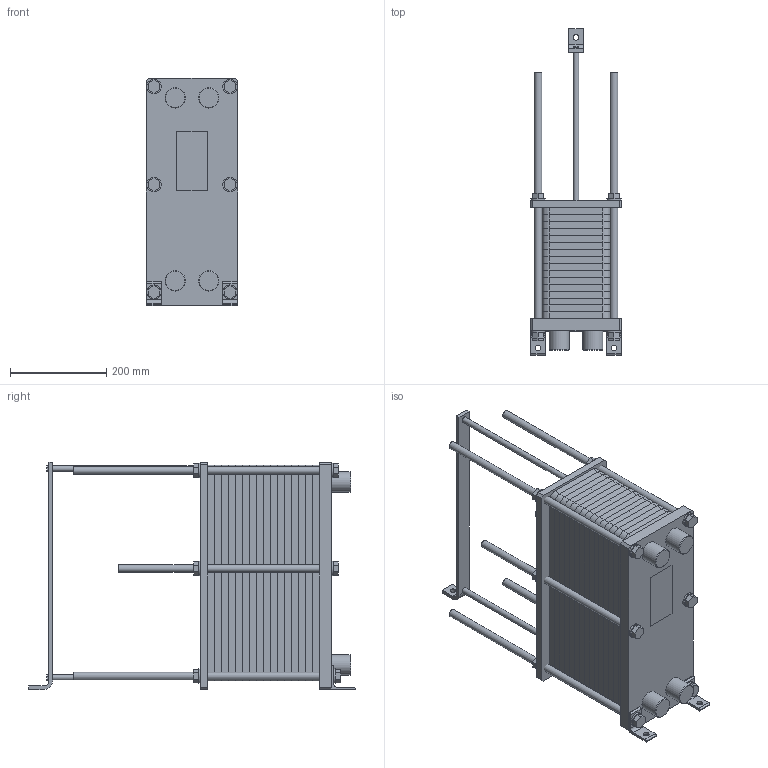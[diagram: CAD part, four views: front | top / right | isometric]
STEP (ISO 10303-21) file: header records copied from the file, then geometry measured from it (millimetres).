
FILE_DESCRIPTION(/* description */ (''),/* implementation_level */ '2;1');
FILE_NAME(/* name */ '3d_RHG-04-80-8027100.stp',/* time_stamp */ '2020-01-10T09:55:35+01:00',/* author */ ('Andrzej'),/* organization */ (''),/* preprocessor_version */ 'ST-DEVELOPER v16.13',/* originating_system */ 'AutoCAD Mechanical',/* authorisation */ '');
FILE_SCHEMA (('AUTOMOTIVE_DESIGN { 1 0 10303 214 3 1 1 }'));
Length unit declared in the file: millimetre
Products named in the file (1): Product
Bounding box: 190 x 680 x 473 mm (x, y, z)
Volume: 22892240 mm3; surface area: 3458449.4 mm2
Topology: 19 solids, 19 shells, 562 faces, 2004 edges, 2180 vertices
Faces by surface type: plane 402, cylinder 152, cone 8
Full cylindrical faces by diameter (mm): 12 x10, 16 x12, 30 x18, 42.4 x8
Entity records: 21551 total; most frequent: CARTESIAN_POINT 4687, DIRECTION 3710, ORIENTED_EDGE 2612, LINE 1308, VECTOR 1308, EDGE_CURVE 1306, AXIS2_PLACEMENT_3D 1201, VERTEX_POINT 898
